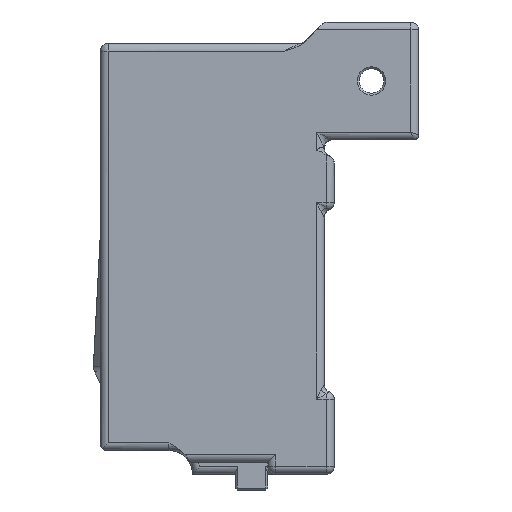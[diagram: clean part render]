
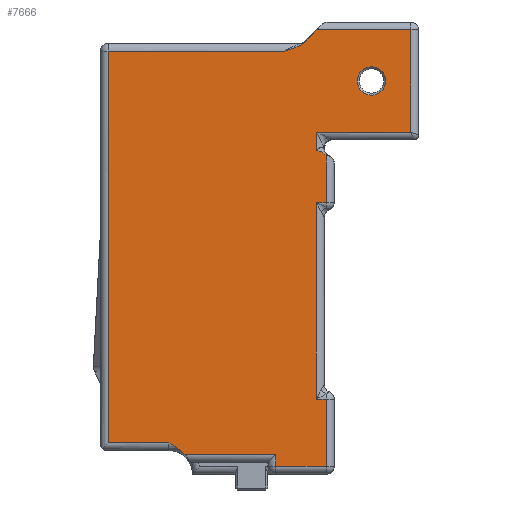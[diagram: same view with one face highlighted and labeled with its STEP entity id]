
A CAD part, left-side view. The second image highlights one B-rep face of the part: STEP entity #7666.
In plain terms, the highlighted planar face has unit normal (-1, 0, 0).
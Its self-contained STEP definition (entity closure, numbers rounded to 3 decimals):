
#176=B_SPLINE_CURVE_WITH_KNOTS('',3,(#10565,#10566,#10567,#10568,#10569,
#10570,#10571,#10572,#10573,#10574,#10575,#10576,#10577,#10578),
 .UNSPECIFIED.,.F.,.F.,(4,2,2,2,2,2,4),(-0.001,0.,0.041,
0.081,0.158,0.202,0.255),
 .UNSPECIFIED.);
#177=B_SPLINE_CURVE_WITH_KNOTS('',3,(#10590,#10591,#10592,#10593,#10594,
#10595,#10596,#10597),.UNSPECIFIED.,.F.,.F.,(4,2,2,4),(-0.002,
0.,0.429,0.619),.UNSPECIFIED.);
#178=B_SPLINE_CURVE_WITH_KNOTS('',3,(#10604,#10605,#10606,#10607,#10608,
#10609),.UNSPECIFIED.,.F.,.F.,(4,2,4),(3.265,3.463,
3.744),.UNSPECIFIED.);
#557=FACE_BOUND('',#1333,.T.);
#652=PLANE('',#8167);
#855=FACE_OUTER_BOUND('',#1332,.T.);
#1332=EDGE_LOOP('',(#5302,#5303,#5304,#5305,#5306,#5307,#5308,#5309,#5310,
#5311,#5312,#5313,#5314,#5315,#5316,#5317,#5318,#5319,#5320));
#1333=EDGE_LOOP('',(#5321));
#1852=LINE('',#10535,#2529);
#1856=LINE('',#10551,#2533);
#1857=LINE('',#10553,#2534);
#1858=LINE('',#10555,#2535);
#1859=LINE('',#10557,#2536);
#1860=LINE('',#10559,#2537);
#1861=LINE('',#10561,#2538);
#1862=LINE('',#10563,#2539);
#1863=LINE('',#10580,#2540);
#1864=LINE('',#10582,#2541);
#1865=LINE('',#10584,#2542);
#1866=LINE('',#10586,#2543);
#1867=LINE('',#10588,#2544);
#1868=LINE('',#10599,#2545);
#1869=LINE('',#10601,#2546);
#1870=LINE('',#10603,#2547);
#2529=VECTOR('',#8741,10.);
#2533=VECTOR('',#8759,10.);
#2534=VECTOR('',#8760,10.);
#2535=VECTOR('',#8761,10.);
#2536=VECTOR('',#8762,10.);
#2537=VECTOR('',#8763,10.);
#2538=VECTOR('',#8764,10.);
#2539=VECTOR('',#8765,10.);
#2540=VECTOR('',#8766,10.);
#2541=VECTOR('',#8767,10.);
#2542=VECTOR('',#8768,10.);
#2543=VECTOR('',#8769,10.);
#2544=VECTOR('',#8770,10.);
#2545=VECTOR('',#8771,10.);
#2546=VECTOR('',#8772,10.);
#2547=VECTOR('',#8773,10.);
#3203=CIRCLE('',#8168,3.6);
#3377=VERTEX_POINT('',#10532);
#3378=VERTEX_POINT('',#10534);
#3383=VERTEX_POINT('',#10550);
#3384=VERTEX_POINT('',#10552);
#3385=VERTEX_POINT('',#10554);
#3386=VERTEX_POINT('',#10556);
#3387=VERTEX_POINT('',#10558);
#3388=VERTEX_POINT('',#10560);
#3389=VERTEX_POINT('',#10562);
#3390=VERTEX_POINT('',#10564);
#3391=VERTEX_POINT('',#10579);
#3392=VERTEX_POINT('',#10581);
#3393=VERTEX_POINT('',#10583);
#3394=VERTEX_POINT('',#10585);
#3395=VERTEX_POINT('',#10587);
#3396=VERTEX_POINT('',#10589);
#3397=VERTEX_POINT('',#10598);
#3398=VERTEX_POINT('',#10600);
#3399=VERTEX_POINT('',#10602);
#3400=VERTEX_POINT('',#10610);
#4106=EDGE_CURVE('',#3377,#3378,#1852,.T.);
#4114=EDGE_CURVE('',#3378,#3383,#1856,.T.);
#4115=EDGE_CURVE('',#3384,#3377,#1857,.T.);
#4116=EDGE_CURVE('',#3385,#3384,#1858,.T.);
#4117=EDGE_CURVE('',#3386,#3385,#1859,.T.);
#4118=EDGE_CURVE('',#3387,#3386,#1860,.T.);
#4119=EDGE_CURVE('',#3388,#3387,#1861,.T.);
#4120=EDGE_CURVE('',#3389,#3388,#1862,.F.);
#4121=EDGE_CURVE('',#3390,#3389,#176,.T.);
#4122=EDGE_CURVE('',#3391,#3390,#1863,.T.);
#4123=EDGE_CURVE('',#3392,#3391,#1864,.T.);
#4124=EDGE_CURVE('',#3393,#3392,#1865,.T.);
#4125=EDGE_CURVE('',#3394,#3393,#1866,.T.);
#4126=EDGE_CURVE('',#3395,#3394,#1867,.T.);
#4127=EDGE_CURVE('',#3396,#3395,#177,.T.);
#4128=EDGE_CURVE('',#3397,#3396,#1868,.T.);
#4129=EDGE_CURVE('',#3398,#3397,#1869,.T.);
#4130=EDGE_CURVE('',#3399,#3398,#1870,.T.);
#4131=EDGE_CURVE('',#3399,#3383,#178,.F.);
#4132=EDGE_CURVE('',#3400,#3400,#3203,.T.);
#5302=ORIENTED_EDGE('',*,*,#4114,.F.);
#5303=ORIENTED_EDGE('',*,*,#4106,.F.);
#5304=ORIENTED_EDGE('',*,*,#4115,.F.);
#5305=ORIENTED_EDGE('',*,*,#4116,.F.);
#5306=ORIENTED_EDGE('',*,*,#4117,.F.);
#5307=ORIENTED_EDGE('',*,*,#4118,.F.);
#5308=ORIENTED_EDGE('',*,*,#4119,.F.);
#5309=ORIENTED_EDGE('',*,*,#4120,.F.);
#5310=ORIENTED_EDGE('',*,*,#4121,.F.);
#5311=ORIENTED_EDGE('',*,*,#4122,.F.);
#5312=ORIENTED_EDGE('',*,*,#4123,.F.);
#5313=ORIENTED_EDGE('',*,*,#4124,.F.);
#5314=ORIENTED_EDGE('',*,*,#4125,.F.);
#5315=ORIENTED_EDGE('',*,*,#4126,.F.);
#5316=ORIENTED_EDGE('',*,*,#4127,.F.);
#5317=ORIENTED_EDGE('',*,*,#4128,.F.);
#5318=ORIENTED_EDGE('',*,*,#4129,.F.);
#5319=ORIENTED_EDGE('',*,*,#4130,.F.);
#5320=ORIENTED_EDGE('',*,*,#4131,.T.);
#5321=ORIENTED_EDGE('',*,*,#4132,.F.);
#7666=ADVANCED_FACE('',(#855,#557),#652,.F.);
#8167=AXIS2_PLACEMENT_3D('',#10549,#8757,#8758);
#8168=AXIS2_PLACEMENT_3D('',#10611,#8774,#8775);
#8741=DIRECTION('',(0.,0.,1.));
#8757=DIRECTION('center_axis',(1.,0.,0.));
#8758=DIRECTION('ref_axis',(0.,0.,-1.));
#8759=DIRECTION('',(0.,1.,0.));
#8760=DIRECTION('',(0.,1.,0.));
#8761=DIRECTION('',(0.,0.,-1.));
#8762=DIRECTION('',(0.,-1.,0.));
#8763=DIRECTION('',(0.,0.,-1.));
#8764=DIRECTION('',(0.,1.,0.));
#8765=DIRECTION('',(0.,0.,1.));
#8766=DIRECTION('',(0.,0.,-1.));
#8767=DIRECTION('',(0.,1.,0.));
#8768=DIRECTION('',(0.,0.,-1.));
#8769=DIRECTION('',(0.,-1.,0.));
#8770=DIRECTION('',(0.,-0.707,0.707));
#8771=DIRECTION('',(0.,-1.,0.));
#8772=DIRECTION('',(0.,0.,1.));
#8773=DIRECTION('',(0.,1.,0.));
#8774=DIRECTION('center_axis',(-1.,0.,0.));
#8775=DIRECTION('ref_axis',(0.,0.,-1.));
#10532=CARTESIAN_POINT('',(0.,12.4,-4.6));
#10534=CARTESIAN_POINT('',(0.,12.4,-1.6));
#10535=CARTESIAN_POINT('',(0.,12.4,20.55));
#10549=CARTESIAN_POINT('Origin',(0.,27.25,48.2));
#10550=CARTESIAN_POINT('',(0.,35.415,-1.6));
#10551=CARTESIAN_POINT('',(0.,42.125,-1.6));
#10552=CARTESIAN_POINT('',(0.,-0.5,-4.6));
#10553=CARTESIAN_POINT('',(0.,12.375,-4.6));
#10554=CARTESIAN_POINT('',(0.,-0.5,12.5));
#10555=CARTESIAN_POINT('',(0.,-0.5,31.35));
#10556=CARTESIAN_POINT('',(0.,2.,12.5));
#10557=CARTESIAN_POINT('',(0.,13.625,12.5));
#10558=CARTESIAN_POINT('',(0.,2.,62.5));
#10559=CARTESIAN_POINT('',(0.,2.,54.35));
#10560=CARTESIAN_POINT('',(0.,-0.5,62.5));
#10561=CARTESIAN_POINT('',(0.,12.375,62.5));
#10562=CARTESIAN_POINT('',(0.,-0.5,74.604));
#10563=CARTESIAN_POINT('',(0.,-0.5,61.35));
#10564=CARTESIAN_POINT('',(0.,2.,75.622));
#10565=CARTESIAN_POINT('Ctrl Pts',(0.,2.,
75.622));
#10566=CARTESIAN_POINT('Ctrl Pts',(0.,1.998,
75.623));
#10567=CARTESIAN_POINT('Ctrl Pts',(0.,1.996,75.623));
#10568=CARTESIAN_POINT('Ctrl Pts',(0.,1.858,75.635));
#10569=CARTESIAN_POINT('Ctrl Pts',(0.,1.721,
75.634));
#10570=CARTESIAN_POINT('Ctrl Pts',(0.,1.453,
75.604));
#10571=CARTESIAN_POINT('Ctrl Pts',(0.,1.325,
75.577));
#10572=CARTESIAN_POINT('Ctrl Pts',(0.,0.953,
75.455));
#10573=CARTESIAN_POINT('Ctrl Pts',(0.,0.746,
75.332));
#10574=CARTESIAN_POINT('Ctrl Pts',(0.,0.39,
75.105));
#10575=CARTESIAN_POINT('Ctrl Pts',(0.,0.249,
75.012));
#10576=CARTESIAN_POINT('Ctrl Pts',(0.,-0.073,
74.815));
#10577=CARTESIAN_POINT('Ctrl Pts',(0.,-0.275,
74.701));
#10578=CARTESIAN_POINT('Ctrl Pts',(0.,-0.5,
74.604));
#10579=CARTESIAN_POINT('',(0.,2.,80.4));
#10580=CARTESIAN_POINT('',(0.,2.,70.85));
#10581=CARTESIAN_POINT('',(0.,-22.,80.4));
#10582=CARTESIAN_POINT('',(0.,1.625,80.4));
#10583=CARTESIAN_POINT('',(0.,-22.,106.4));
#10584=CARTESIAN_POINT('',(0.,-22.,78.3));
#10585=CARTESIAN_POINT('',(0.,2.,106.4));
#10586=CARTESIAN_POINT('',(0.,13.625,106.4));
#10587=CARTESIAN_POINT('',(0.,5.35,103.05));
#10588=CARTESIAN_POINT('',(0.,23.213,85.188));
#10589=CARTESIAN_POINT('',(0.,10.228,101.));
#10590=CARTESIAN_POINT('Ctrl Pts',(0.,10.228,101.));
#10591=CARTESIAN_POINT('Ctrl Pts',(0.,10.221,
101.002));
#10592=CARTESIAN_POINT('Ctrl Pts',(0.,10.214,
101.004));
#10593=CARTESIAN_POINT('Ctrl Pts',(0.,8.827,
101.376));
#10594=CARTESIAN_POINT('Ctrl Pts',(0.,7.545,
101.72));
#10595=CARTESIAN_POINT('Ctrl Pts',(0.,6.119,
102.434));
#10596=CARTESIAN_POINT('Ctrl Pts',(0.,5.697,
102.703));
#10597=CARTESIAN_POINT('Ctrl Pts',(0.,5.35,
103.05));
#10598=CARTESIAN_POINT('',(0.,55.,101.));
#10599=CARTESIAN_POINT('',(0.,42.125,101.));
#10600=CARTESIAN_POINT('',(0.,55.,1.4));
#10601=CARTESIAN_POINT('',(0.,55.,23.8));
#10602=CARTESIAN_POINT('',(0.,39.5,1.4));
#10603=CARTESIAN_POINT('',(0.,15.375,1.4));
#10604=CARTESIAN_POINT('Ctrl Pts',(0.,35.415,
-1.6));
#10605=CARTESIAN_POINT('Ctrl Pts',(0.,35.871,
-1.09));
#10606=CARTESIAN_POINT('Ctrl Pts',(0.,36.406,
-0.617));
#10607=CARTESIAN_POINT('Ctrl Pts',(0.,37.795,
0.417));
#10608=CARTESIAN_POINT('Ctrl Pts',(0.,38.689,0.932));
#10609=CARTESIAN_POINT('Ctrl Pts',(0.,39.5,1.4));
#10610=CARTESIAN_POINT('',(0.,-12.,97.));
#10611=CARTESIAN_POINT('Origin',(0.,-12.,93.4));
